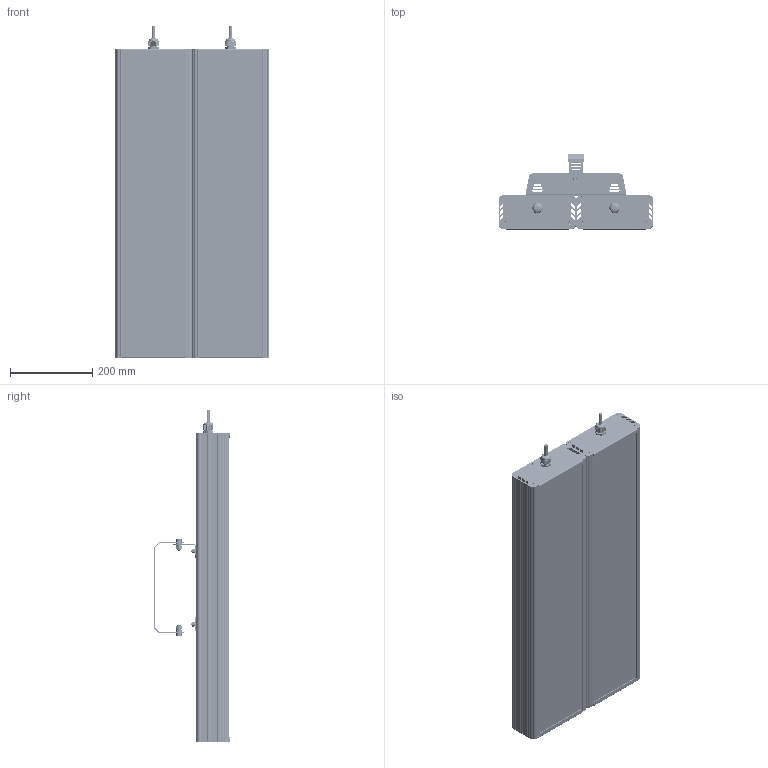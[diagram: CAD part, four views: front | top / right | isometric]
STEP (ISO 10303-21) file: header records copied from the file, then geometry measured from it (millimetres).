
FILE_DESCRIPTION(('STEP AP214'), '1');
FILE_NAME('001.0079.102.000 ÃÑÏ-Ýêñòðà-Îïòèê-300', '2023-11-03T05:17:52', ('Ëóêîíèí'), ('ÎÊÁ Ñâîé Ñòèëü'), 'C3D Converter', 'C3D Toolkit', '');
FILE_SCHEMA(('AUTOMOTIVE_DESIGN { 1 0 10303 214 3 1 1}'));
Length unit declared in the file: millimetre
Products named in the file (42): 001.0079.102.000
Assembly tree (98 placements, depth 4):
  001.0079.102.000
    (unnamed)  x2
      (unnamed)
      (unnamed)
      (unnamed)
      (unnamed)
      (unnamed)
      (unnamed)
      (unnamed)
      (unnamed)
      (unnamed)
        (unnamed)
      (unnamed)
        (unnamed)
        (unnamed)
        (unnamed)  x13
        (unnamed)
        (unnamed)
        (unnamed)
        (unnamed)
        (unnamed)
        (unnamed)
        (unnamed)
    (unnamed)
      (unnamed)
      (unnamed)
      (unnamed)
      (unnamed)  x2
      (unnamed)
      (unnamed)
      (unnamed)  x4
      (unnamed)  x4
      (unnamed)  x4
      (unnamed)
      (unnamed)
      (unnamed)
      (unnamed)  x2
      (unnamed)
      (unnamed)  x4
      (unnamed)  x3
      (unnamed)  x4
      (unnamed)
Bounding box: 374.75 x 184.68 x 806.43 mm (x, y, z)
Volume: 5092729.3 mm3; surface area: 3805843.4 mm2
Topology: 1133 solids, 1133 shells, 15886 faces, 36606 edges, 24500 vertices
Faces by surface type: plane 11262, cylinder 3810, bspline 526, cone 228, sphere 32, torus 28
Full cylindrical faces by diameter (mm): 1 x32, 2 x64, 2.5 x128, 2.8 x800, 3.2 x32, 3.5 x192, 4 x24, 4.917 x8, 6 x10, 6.6 x8, 6.647 x2, 8 x26, 8.5 x4, 9 x420, 11 x8, 12 x2, 12.5 x2, 13 x2, 15 x4, 16 x2, 18.5 x6, 20 x2, 23.5 x2
Entity records: 114998 total; most frequent: CARTESIAN_POINT 51569, ORIENTED_EDGE 11984, DIRECTION 11308, EDGE_CURVE 5992, VERTEX_POINT 4110, AXIS2_PLACEMENT_3D 3814, LINE 3680, VECTOR 3680
